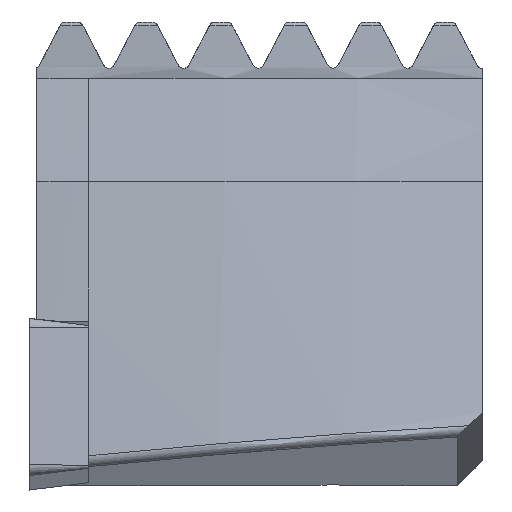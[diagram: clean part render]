
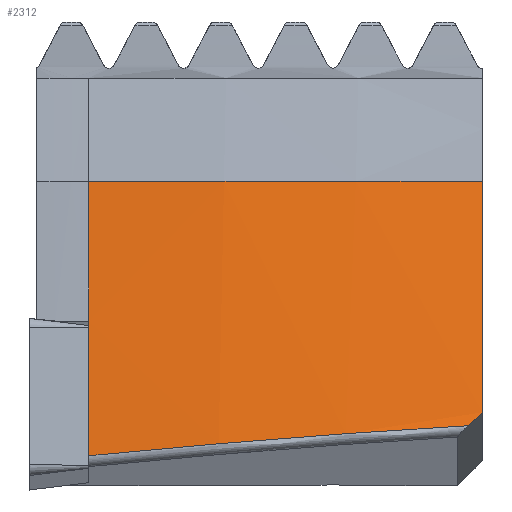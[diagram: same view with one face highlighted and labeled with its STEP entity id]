
A CAD part, left-side view. The second image highlights one B-rep face of the part: STEP entity #2312.
In plain terms, the highlighted free-form (B-spline) face has degree [1, 3] with [2, 4] control points.
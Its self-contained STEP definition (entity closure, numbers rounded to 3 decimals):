
#1432=EDGE_CURVE('NONE',#1460,#2020,#3978,.T.);
#1436=VERTEX_POINT('NONE',#3982);
#1460=VERTEX_POINT('NONE',#4008);
#1686=VERTEX_POINT('NONE',#4254);
#1898=EDGE_CURVE('NONE',#2020,#3374,#4482,.T.);
#2020=VERTEX_POINT('NONE',#4615);
#2072=EDGE_CURVE('NONE',#1686,#2200,#4672,.T.);
#2200=VERTEX_POINT('NONE',#4809);
#2312=ADVANCED_FACE('NONE',(#4932),#4933,.T.);
#2726=EDGE_CURVE('NONE',#1436,#3374,#5382,.T.);
#2986=EDGE_CURVE('NONE',#1686,#1460,#5671,.T.);
#3044=EDGE_CURVE('NONE',#1436,#2200,#5733,.T.);
#3374=VERTEX_POINT('NONE',#6099);
#3978=B_SPLINE_CURVE_WITH_KNOTS('',3,(#6816,#6817,#6818,#6819),.UNSPECIFIED.,.F.,.F.,(4,4),(0.004,0.006),.UNSPECIFIED.);
#3982=CARTESIAN_POINT('',(3.261,-4.76,24.799));
#4008=CARTESIAN_POINT('',(8.433,-35.229,5.169));
#4254=CARTESIAN_POINT('',(0.944,-4.76,2.759));
#4482=B_SPLINE_CURVE_WITH_KNOTS('',3,(#7654,#7655,#7656,#7657,#7658,#7659,#7660,#7661,#7662,#7663,#7664,#7665,#7666,#7667,#7668,#7669,#7670,#7671,#7672),.UNSPECIFIED.,.F.,.F.,(4,3,3,3,3,3,4),(0.004,0.006,0.008,0.011,0.014,0.017,0.022),.UNSPECIFIED.);
#4615=CARTESIAN_POINT('',(9.065,-36.36,6.24));
#4672=LINE('',#7951,#7952);
#4809=CARTESIAN_POINT('',(2.08,-4.76,13.563));
#4932=FACE_OUTER_BOUND('',#8439,.T.);
#4933=(B_SPLINE_SURFACE(1,3,((#8441,#8442,#8443,#8444),(#8445,#8446,#8447,#8448)),.UNSPECIFIED.,.F.,.F.,.F.)B_SPLINE_SURFACE_WITH_KNOTS((2,2),(4,4),(0.0,0.994),(0.0,0.994),.UNSPECIFIED.)RATIONAL_B_SPLINE_SURFACE(((1.0,0.987,0.987,1.),(1.0,0.987,0.987,1.)))BOUNDED_SURFACE()REPRESENTATION_ITEM('')GEOMETRIC_REPRESENTATION_ITEM()SURFACE());
#5382=CIRCLE('',#9240,84.354);
#5671=B_SPLINE_CURVE_WITH_KNOTS('',3,(#9745,#9746,#9747,#9748,#9749,#9750,#9751),.UNSPECIFIED.,.F.,.F.,(4,3,4),(0.0,0.648,1.0),.UNSPECIFIED.);
#5733=B_SPLINE_CURVE_WITH_KNOTS('',1,(#9840,#9841),.UNSPECIFIED.,.F.,.F.,(2,2),(0.0,0.507),.UNSPECIFIED.);
#6099=CARTESIAN_POINT('',(11.214,-36.36,24.799));
#6816=CARTESIAN_POINT('',(8.433,-35.229,5.169));
#6817=CARTESIAN_POINT('',(8.64,-35.607,5.527));
#6818=CARTESIAN_POINT('',(8.851,-35.984,5.884));
#6819=CARTESIAN_POINT('',(9.065,-36.36,6.24));
#7654=CARTESIAN_POINT('',(9.065,-36.36,6.24));
#7655=CARTESIAN_POINT('',(9.139,-36.36,6.883));
#7656=CARTESIAN_POINT('',(9.214,-36.36,7.526));
#7657=CARTESIAN_POINT('',(9.288,-36.36,8.17));
#7658=CARTESIAN_POINT('',(9.395,-36.36,9.094));
#7659=CARTESIAN_POINT('',(9.501,-36.36,10.018));
#7660=CARTESIAN_POINT('',(9.608,-36.36,10.941));
#7661=CARTESIAN_POINT('',(9.715,-36.36,11.865));
#7662=CARTESIAN_POINT('',(9.822,-36.36,12.789));
#7663=CARTESIAN_POINT('',(9.929,-36.36,13.713));
#7664=CARTESIAN_POINT('',(10.036,-36.36,14.637));
#7665=CARTESIAN_POINT('',(10.143,-36.36,15.561));
#7666=CARTESIAN_POINT('',(10.25,-36.36,16.485));
#7667=CARTESIAN_POINT('',(10.357,-36.36,17.408));
#7668=CARTESIAN_POINT('',(10.464,-36.36,18.332));
#7669=CARTESIAN_POINT('',(10.571,-36.36,19.256));
#7670=CARTESIAN_POINT('',(10.785,-36.36,21.104));
#7671=CARTESIAN_POINT('',(10.999,-36.36,22.951));
#7672=CARTESIAN_POINT('',(11.214,-36.36,24.799));
#7951=CARTESIAN_POINT('',(3.261,-4.76,24.799));
#7952=VECTOR('',#12966,1000.0);
#8439=EDGE_LOOP('',(#13268,#13269,#13270,#13271,#13272,#13273));
#8441=CARTESIAN_POINT('',(3.261,-4.76,24.799));
#8442=CARTESIAN_POINT('',(3.835,-15.744,24.799));
#8443=CARTESIAN_POINT('',(6.519,-26.412,24.799));
#8444=CARTESIAN_POINT('',(11.214,-36.36,24.799));
#8445=CARTESIAN_POINT('',(0.944,-4.76,2.759));
#8446=CARTESIAN_POINT('',(1.518,-16.047,2.759));
#8447=CARTESIAN_POINT('',(4.261,-27.01,2.759));
#8448=CARTESIAN_POINT('',(9.07,-37.238,2.759));
#9240=AXIS2_PLACEMENT_3D('',#13738,#13739,#13740);
#9745=CARTESIAN_POINT('',(0.944,-4.76,2.759));
#9746=CARTESIAN_POINT('',(1.36,-11.552,3.427));
#9747=CARTESIAN_POINT('',(2.57,-18.306,4.008));
#9748=CARTESIAN_POINT('',(4.549,-24.834,4.485));
#9749=CARTESIAN_POINT('',(5.622,-28.375,4.744));
#9750=CARTESIAN_POINT('',(6.92,-31.849,4.973));
#9751=CARTESIAN_POINT('',(8.433,-35.229,5.169));
#9840=CARTESIAN_POINT('',(3.261,-4.76,24.799));
#9841=CARTESIAN_POINT('',(2.08,-4.76,13.563));
#12966=DIRECTION('',(0.105,0.,0.995));
#13268=ORIENTED_EDGE('',*,*,#2726,.F.);
#13269=ORIENTED_EDGE('',*,*,#3044,.T.);
#13270=ORIENTED_EDGE('',*,*,#2072,.F.);
#13271=ORIENTED_EDGE('',*,*,#2986,.T.);
#13272=ORIENTED_EDGE('',*,*,#1432,.T.);
#13273=ORIENTED_EDGE('',*,*,#1898,.T.);
#13738=CARTESIAN_POINT('',(87.5,-0.36,24.799));
#13739=DIRECTION('',(0.,0.,1.0));
#13740=DIRECTION('',(0.,-1.0,0.));
